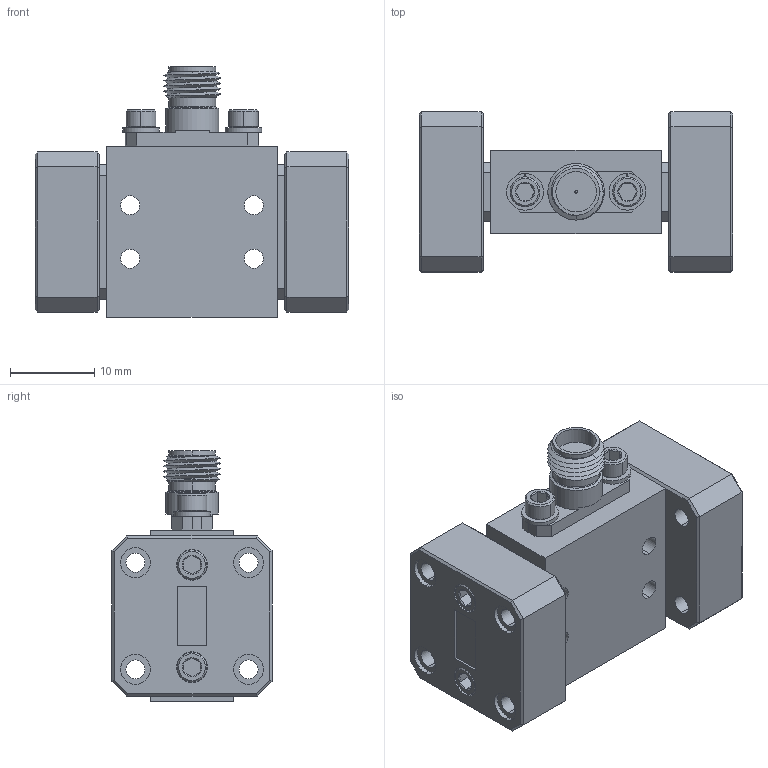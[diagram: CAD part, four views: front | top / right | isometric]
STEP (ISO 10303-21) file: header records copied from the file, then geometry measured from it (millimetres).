
FILE_DESCRIPTION (( 'STEP AP203' ), '1' );
FILE_NAME ('SFB-28-N1-M.STEP', '2018-08-29T17:52:41', ( '' ), ( '' ), 'SwSTEP 2.0', 'SolidWorks 2016', '' );
FILE_SCHEMA (( 'CONFIG_CONTROL_DESIGN' ));
Length unit declared in the file: inch
Products named in the file (1): SFB-28-N1-M
Bounding box: 37.34 x 19.05 x 29.84 mm (x, y, z)
Volume: 9524.9 mm3; surface area: 7383.7 mm2
Topology: 13 solids, 13 shells, 850 faces, 2235 edges, 1426 vertices
Faces by surface type: cylinder 543, plane 191, cone 100, bspline 14, torus 2
Entity records: 36651 total; most frequent: CARTESIAN_POINT 18084, ORIENTED_EDGE 4438, DIRECTION 3323, EDGE_CURVE 2219, VERTEX_POINT 1426, AXIS2_PLACEMENT_3D 1199, EDGE_LOOP 935, LINE 925
